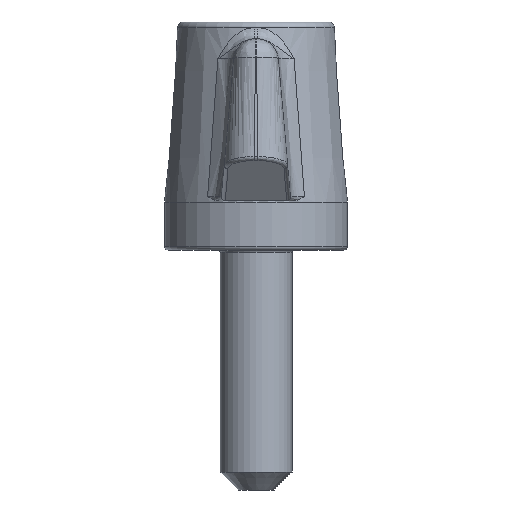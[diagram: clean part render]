
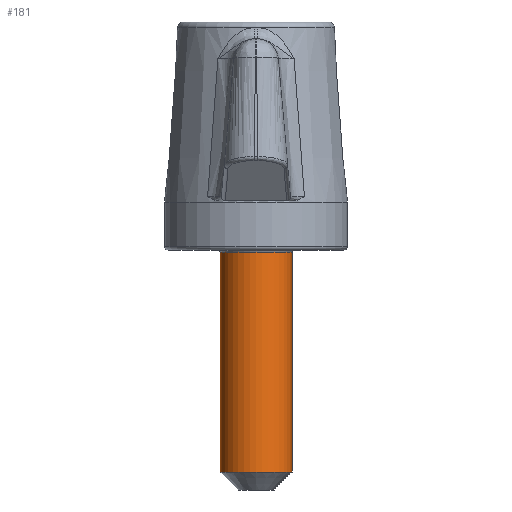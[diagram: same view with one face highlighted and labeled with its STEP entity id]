
A CAD part, left-side view. The second image highlights one B-rep face of the part: STEP entity #181.
In plain terms, the highlighted cylindrical face has radius 3 mm (diameter 6 mm), a full revolution.
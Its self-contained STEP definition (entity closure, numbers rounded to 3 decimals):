
#181 = ADVANCED_FACE( '', ( #390, #391 ), #392, .T. );
#390 = FACE_OUTER_BOUND( '', #5312, .T. );
#391 = FACE_OUTER_BOUND( '', #5313, .T. );
#392 = CYLINDRICAL_SURFACE( '', #5314, 3. );
#5312 = EDGE_LOOP( '', ( #8076 ) );
#5313 = EDGE_LOOP( '', ( #8077 ) );
#5314 = AXIS2_PLACEMENT_3D( '', #8078, #8079, #8080 );
#8076 = ORIENTED_EDGE( '', *, *, #8232, .T. );
#8077 = ORIENTED_EDGE( '', *, *, #8356, .T. );
#8078 = CARTESIAN_POINT( '', ( 0., 0., -77. ) );
#8079 = DIRECTION( '', ( 0., 0., -1. ) );
#8080 = DIRECTION( '', ( 1., 0., 0. ) );
#8232 = EDGE_CURVE( '', #8447, #8447, #8448, .F. );
#8356 = EDGE_CURVE( '', #8640, #8640, #8641, .T. );
#8447 = VERTEX_POINT( '', #8746 );
#8448 = CIRCLE( '', #8747, 3. );
#8640 = VERTEX_POINT( '', #10040 );
#8641 = CIRCLE( '', #10041, 3. );
#8746 = CARTESIAN_POINT( '', ( 3., 0., -0.2 ) );
#8747 = AXIS2_PLACEMENT_3D( '', #10529, #10530, #10531 );
#10040 = CARTESIAN_POINT( '', ( 3., 0., -18.5 ) );
#10041 = AXIS2_PLACEMENT_3D( '', #10659, #10660, #10661 );
#10529 = CARTESIAN_POINT( '', ( 0., 0., -0.2 ) );
#10530 = DIRECTION( '', ( 0., 0., 1. ) );
#10531 = DIRECTION( '', ( 1., 0., 0. ) );
#10659 = CARTESIAN_POINT( '', ( 0., 0., -18.5 ) );
#10660 = DIRECTION( '', ( 0., 0., 1. ) );
#10661 = DIRECTION( '', ( 1., 0., 0. ) );
